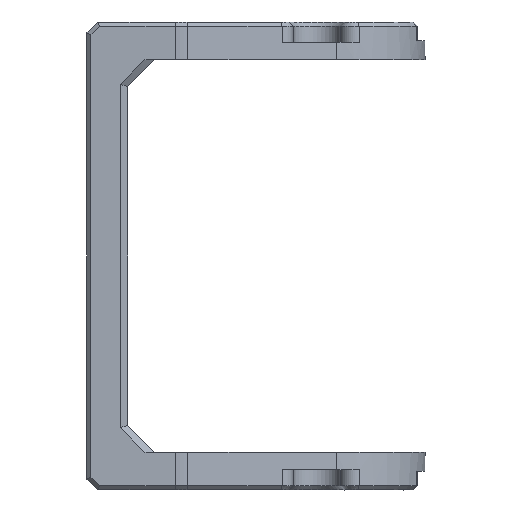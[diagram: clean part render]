
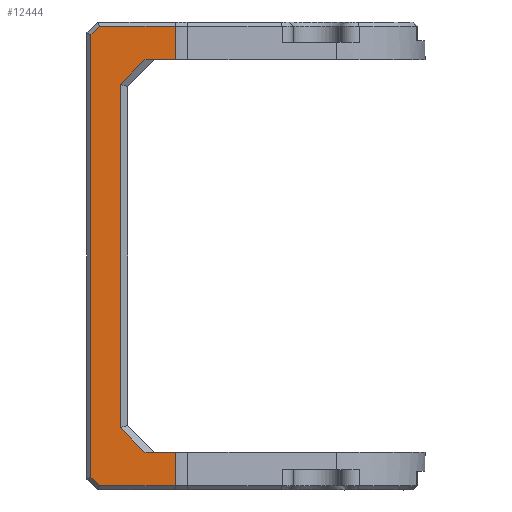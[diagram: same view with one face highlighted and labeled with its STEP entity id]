
A CAD part, left-side view. The second image highlights one B-rep face of the part: STEP entity #12444.
In plain terms, the highlighted planar face has unit normal (-1, 0, 0).
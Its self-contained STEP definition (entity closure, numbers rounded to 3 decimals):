
#1025=DIRECTION('',(0.,1.,0.));
#1026=VECTOR('',#1025,5.614);
#1027=CARTESIAN_POINT('',(-10.,-3.538,17.));
#1028=LINE('',#1027,#1026);
#1029=DIRECTION('',(0.,0.,-1.));
#1030=VECTOR('',#1029,2.5);
#1031=CARTESIAN_POINT('',(-10.,-3.538,17.));
#1032=LINE('',#1031,#1030);
#1033=DIRECTION('',(0.,-0.707,0.707));
#1034=VECTOR('',#1033,2.536);
#1035=CARTESIAN_POINT('',(-10.,0.5,12.707));
#1036=LINE('',#1035,#1034);
#1037=DIRECTION('',(0.,0.,1.));
#1038=VECTOR('',#1037,25.414);
#1039=CARTESIAN_POINT('',(-10.,0.5,-12.707));
#1040=LINE('',#1039,#1038);
#1041=DIRECTION('',(0.,0.707,0.707));
#1042=VECTOR('',#1041,2.536);
#1043=CARTESIAN_POINT('',(-10.,-1.293,-14.5));
#1044=LINE('',#1043,#1042);
#1045=DIRECTION('',(0.,0.,-1.));
#1046=VECTOR('',#1045,2.5);
#1047=CARTESIAN_POINT('',(-10.,-3.538,-14.5));
#1048=LINE('',#1047,#1046);
#1049=DIRECTION('',(0.,-1.,0.));
#1050=VECTOR('',#1049,5.614);
#1051=CARTESIAN_POINT('',(-10.,2.076,-17.));
#1052=LINE('',#1051,#1050);
#1053=DIRECTION('',(0.,-0.707,-0.707));
#1054=VECTOR('',#1053,0.883);
#1055=CARTESIAN_POINT('',(-10.,2.7,-16.376));
#1056=LINE('',#1055,#1054);
#1057=DIRECTION('',(0.,0.,-1.));
#1058=VECTOR('',#1057,32.751);
#1059=CARTESIAN_POINT('',(-10.,2.7,16.376));
#1060=LINE('',#1059,#1058);
#1061=DIRECTION('',(0.,0.707,-0.707));
#1062=VECTOR('',#1061,0.883);
#1063=CARTESIAN_POINT('',(-10.,2.076,17.));
#1064=LINE('',#1063,#1062);
#1962=DIRECTION('',(0.,1.,0.));
#1963=VECTOR('',#1962,2.245);
#1964=CARTESIAN_POINT('',(-10.,-3.538,-14.5));
#1965=LINE('',#1964,#1963);
#3427=DIRECTION('',(0.,-1.,0.));
#3428=VECTOR('',#3427,2.245);
#3429=CARTESIAN_POINT('',(-10.,-1.293,14.5));
#3430=LINE('',#3429,#3428);
#9112=CARTESIAN_POINT('',(-10.,-3.538,14.5));
#9114=VERTEX_POINT('',#9112);
#9155=CARTESIAN_POINT('',(-10.,-3.538,-14.5));
#9157=VERTEX_POINT('',#9155);
#9251=CARTESIAN_POINT('',(-10.,0.5,-12.707));
#9252=CARTESIAN_POINT('',(-10.,0.5,12.707));
#9253=VERTEX_POINT('',#9251);
#9254=VERTEX_POINT('',#9252);
#9935=CARTESIAN_POINT('',(-10.,-1.293,-14.5));
#9936=VERTEX_POINT('',#9935);
#9941=CARTESIAN_POINT('',(-10.,-1.293,14.5));
#9942=VERTEX_POINT('',#9941);
#10295=CARTESIAN_POINT('',(-10.,-3.538,17.));
#10296=CARTESIAN_POINT('',(-10.,2.076,17.));
#10297=VERTEX_POINT('',#10295);
#10298=VERTEX_POINT('',#10296);
#10307=CARTESIAN_POINT('',(-10.,2.7,16.376));
#10308=VERTEX_POINT('',#10307);
#10313=CARTESIAN_POINT('',(-10.,2.7,-16.376));
#10314=VERTEX_POINT('',#10313);
#10317=CARTESIAN_POINT('',(-10.,2.076,-17.));
#10318=VERTEX_POINT('',#10317);
#10327=CARTESIAN_POINT('',(-10.,-3.538,-17.));
#10328=VERTEX_POINT('',#10327);
#12415=CARTESIAN_POINT('',(-10.,0.,-14.5));
#12416=DIRECTION('',(-1.,0.,0.));
#12417=DIRECTION('',(0.,0.,1.));
#12418=AXIS2_PLACEMENT_3D('',#12415,#12416,#12417);
#12419=PLANE('',#12418);
#12421=ORIENTED_EDGE('',*,*,#12420,.F.);
#12423=ORIENTED_EDGE('',*,*,#12422,.T.);
#12425=ORIENTED_EDGE('',*,*,#12424,.F.);
#12427=ORIENTED_EDGE('',*,*,#12426,.F.);
#12428=ORIENTED_EDGE('',*,*,#12393,.F.);
#12429=ORIENTED_EDGE('',*,*,#12405,.F.);
#12431=ORIENTED_EDGE('',*,*,#12430,.F.);
#12433=ORIENTED_EDGE('',*,*,#12432,.T.);
#12435=ORIENTED_EDGE('',*,*,#12434,.F.);
#12437=ORIENTED_EDGE('',*,*,#12436,.F.);
#12439=ORIENTED_EDGE('',*,*,#12438,.F.);
#12441=ORIENTED_EDGE('',*,*,#12440,.F.);
#12442=EDGE_LOOP('',(#12421,#12423,#12425,#12427,#12428,#12429,#12431,#12433,
#12435,#12437,#12439,#12441));
#12443=FACE_OUTER_BOUND('',#12442,.F.);
#12444=ADVANCED_FACE('',(#12443),#12419,.T.);
#12393=EDGE_CURVE('',#9253,#9254,#1040,.T.);
#12405=EDGE_CURVE('',#9936,#9253,#1044,.T.);
#12420=EDGE_CURVE('',#10297,#10298,#1028,.T.);
#12422=EDGE_CURVE('',#10297,#9114,#1032,.T.);
#12424=EDGE_CURVE('',#9942,#9114,#3430,.T.);
#12426=EDGE_CURVE('',#9254,#9942,#1036,.T.);
#12430=EDGE_CURVE('',#9157,#9936,#1965,.T.);
#12432=EDGE_CURVE('',#9157,#10328,#1048,.T.);
#12434=EDGE_CURVE('',#10318,#10328,#1052,.T.);
#12436=EDGE_CURVE('',#10314,#10318,#1056,.T.);
#12438=EDGE_CURVE('',#10308,#10314,#1060,.T.);
#12440=EDGE_CURVE('',#10298,#10308,#1064,.T.);
